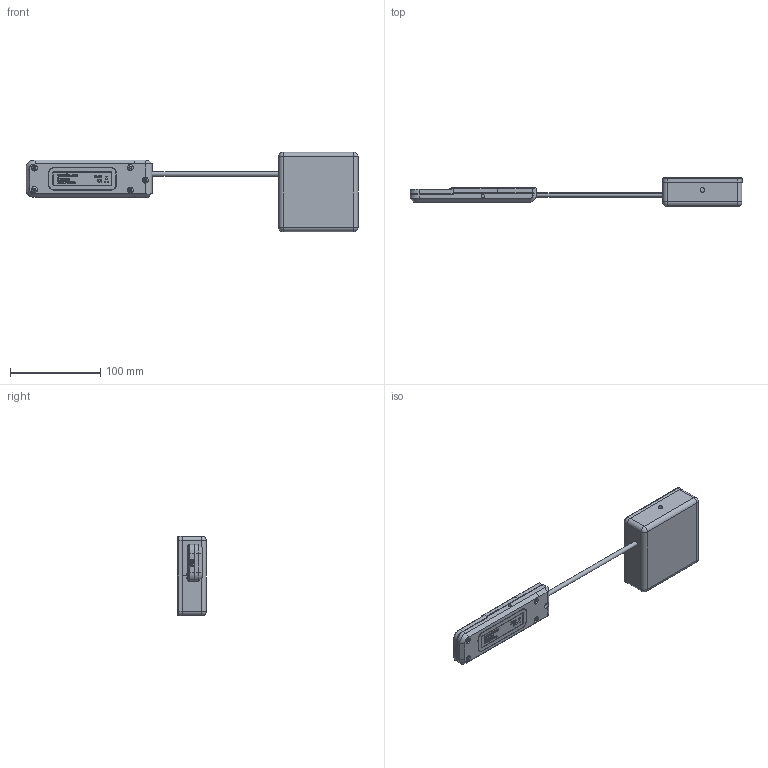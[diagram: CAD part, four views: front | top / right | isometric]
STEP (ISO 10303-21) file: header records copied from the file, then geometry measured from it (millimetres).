
FILE_DESCRIPTION (( 'STEP AP214' ), '1' );
FILE_NAME ('Pronto-500.STEP', '2017-08-17T16:18:45', ( '' ), ( '' ), 'SwSTEP 2.0', 'SolidWorks 2016', '' );
FILE_SCHEMA (( 'AUTOMOTIVE_DESIGN' ));
Length unit declared in the file: millimetre
Products named in the file (1): Pronto-500
Bounding box: 368.53 x 32 x 88 mm (x, y, z)
Volume: 301297.8 mm3; surface area: 70242.9 mm2
Topology: 4 solids, 23 shells, 5741 faces, 16583 edges, 10973 vertices
Faces by surface type: plane 5198, cylinder 350, cone 128, bspline 33, torus 26, sphere 6
Entity records: 251721 total; most frequent: CARTESIAN_POINT 37459, ORIENTED_EDGE 33094, DIRECTION 28641, EDGE_CURVE 16547, LINE 15349, VECTOR 15349, VERTEX_POINT 10973, AXIS2_PLACEMENT_3D 6646
